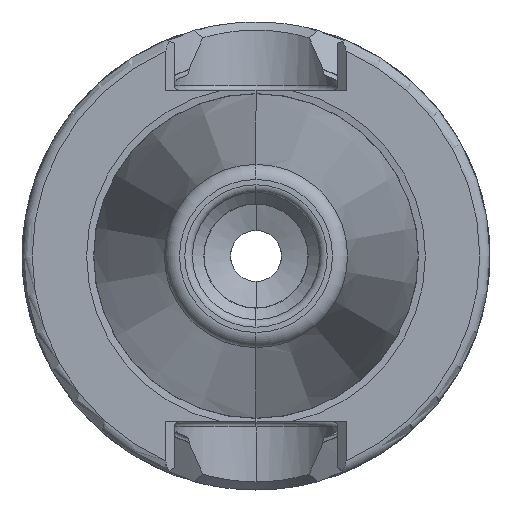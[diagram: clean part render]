
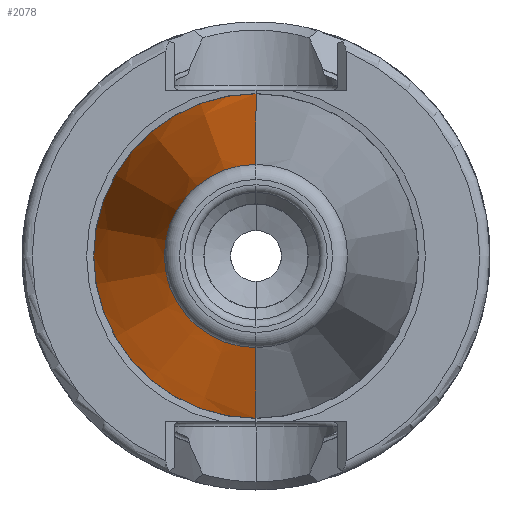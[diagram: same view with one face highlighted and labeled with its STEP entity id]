
A CAD part, left-side view. The second image highlights one B-rep face of the part: STEP entity #2078.
In plain terms, the highlighted conical face has half-angle 8.297 degrees and reference radius 15.948 mm.
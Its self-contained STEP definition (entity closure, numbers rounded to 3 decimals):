
#384 = CARTESIAN_POINT ( 'NONE',  ( -100.516, 0., 9.004 ) ) ;
#433 = CARTESIAN_POINT ( 'NONE',  ( -52.9, 0., 15.948 ) ) ;
#442 = VERTEX_POINT ( 'NONE', #384 ) ;
#709 = AXIS2_PLACEMENT_3D ( 'NONE', #1760, #4018, #2076 ) ;
#732 = AXIS2_PLACEMENT_3D ( 'NONE', #1446, #3720, #1722 ) ;
#767 = VERTEX_POINT ( 'NONE', #433 ) ;
#814 = AXIS2_PLACEMENT_3D ( 'NONE', #3833, #3545, #1846 ) ;
#822 = EDGE_LOOP ( 'NONE', ( #2343, #2393, #2410, #2486 ) ) ;
#846 = CARTESIAN_POINT ( 'NONE',  ( -100.516, 0., -9.004 ) ) ;
#1204 = VERTEX_POINT ( 'NONE', #846 ) ;
#1446 = CARTESIAN_POINT ( 'NONE',  ( -100.516, 0., 0. ) ) ;
#1484 = CARTESIAN_POINT ( 'NONE',  ( -52.9, 0., -15.948 ) ) ;
#1722 = DIRECTION ( 'NONE',  ( 0., 0., 1. ) ) ;
#1746 = CARTESIAN_POINT ( 'NONE',  ( -52.9, 0., 15.948 ) ) ;
#1760 = CARTESIAN_POINT ( 'NONE',  ( -52.9, 0., 0. ) ) ;
#1846 = DIRECTION ( 'NONE',  ( 0., 0., -1. ) ) ;
#2076 = DIRECTION ( 'NONE',  ( 0., 0., 1. ) ) ;
#2078 = ADVANCED_FACE ( 'NONE', ( #3668 ), #3623, .T. ) ;
#2273 = EDGE_CURVE ( 'NONE', #442, #1204, #3485, .T. ) ;
#2338 = EDGE_CURVE ( 'NONE', #442, #767, #3410, .T. ) ;
#2343 = ORIENTED_EDGE ( 'NONE', *, *, #2273, .F. ) ;
#2345 = EDGE_CURVE ( 'NONE', #767, #3033, #3425, .T. ) ;
#2356 = EDGE_CURVE ( 'NONE', #1204, #3033, #3405, .T. ) ;
#2393 = ORIENTED_EDGE ( 'NONE', *, *, #2338, .T. ) ;
#2410 = ORIENTED_EDGE ( 'NONE', *, *, #2345, .T. ) ;
#2486 = ORIENTED_EDGE ( 'NONE', *, *, #2356, .F. ) ;
#2744 = DIRECTION ( 'NONE',  ( 0.99, 0., 0.144 ) ) ;
#3033 = VERTEX_POINT ( 'NONE', #3320 ) ;
#3320 = CARTESIAN_POINT ( 'NONE',  ( -52.9, 0., -15.948 ) ) ;
#3399 = VECTOR ( 'NONE', #3760, 1000. ) ;
#3405 = LINE ( 'NONE', #1484, #3399 ) ;
#3407 = VECTOR ( 'NONE', #2744, 1000. ) ;
#3410 = LINE ( 'NONE', #1746, #3407 ) ;
#3425 = CIRCLE ( 'NONE', #709, 15.948 ) ;
#3485 = CIRCLE ( 'NONE', #732, 9.004 ) ;
#3545 = DIRECTION ( 'NONE',  ( 1., 0., 0. ) ) ;
#3623 = CONICAL_SURFACE ( 'NONE', #814, 15.948, 0.145 ) ;
#3668 = FACE_OUTER_BOUND ( 'NONE', #822, .T. ) ;
#3720 = DIRECTION ( 'NONE',  ( -1., 0., 0. ) ) ;
#3760 = DIRECTION ( 'NONE',  ( 0.99, 0., -0.144 ) ) ;
#3833 = CARTESIAN_POINT ( 'NONE',  ( -52.9, 0., 0. ) ) ;
#4018 = DIRECTION ( 'NONE',  ( -1., 0., 0. ) ) ;
